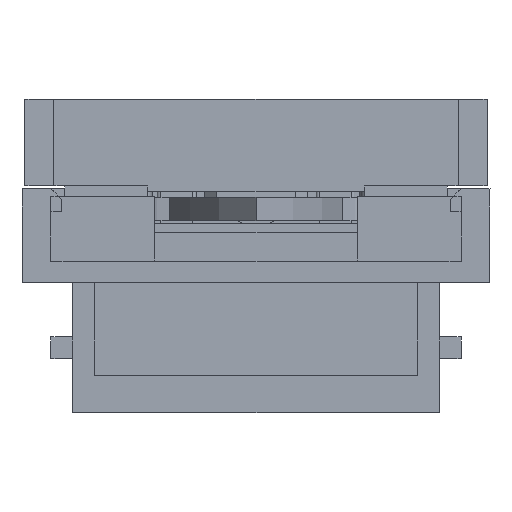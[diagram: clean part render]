
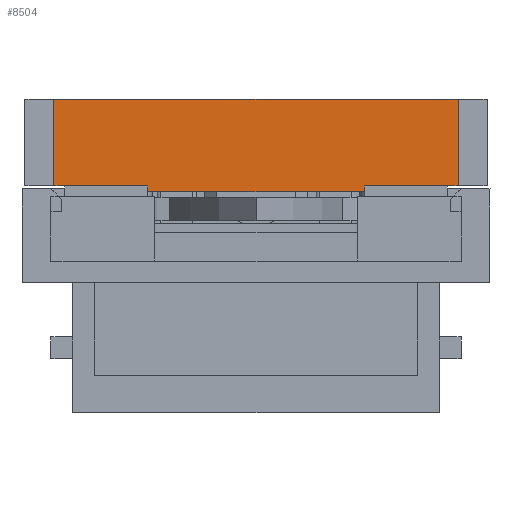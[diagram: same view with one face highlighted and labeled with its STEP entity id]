
A CAD part, front view. The second image highlights one B-rep face of the part: STEP entity #8504.
In plain terms, the highlighted planar face has unit normal (0, -1, 0).
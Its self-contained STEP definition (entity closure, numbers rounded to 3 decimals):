
#7015 = VERTEX_POINT('',#7016);
#7016 = CARTESIAN_POINT('',(7.5,-60.,2.4));
#7022 = EDGE_CURVE('',#7015,#7023,#7025,.T.);
#7023 = VERTEX_POINT('',#7024);
#7024 = CARTESIAN_POINT('',(13.25,-60.,2.4));
#7025 = LINE('',#7026,#7027);
#7026 = CARTESIAN_POINT('',(-14.,-60.,2.4));
#7027 = VECTOR('',#7028,1.);
#7028 = DIRECTION('',(1.,0.,0.));
#7096 = VERTEX_POINT('',#7097);
#7097 = CARTESIAN_POINT('',(-13.25,-60.,2.4));
#7103 = EDGE_CURVE('',#7096,#7104,#7106,.T.);
#7104 = VERTEX_POINT('',#7105);
#7105 = CARTESIAN_POINT('',(-7.5,-60.,2.4));
#7106 = LINE('',#7107,#7108);
#7107 = CARTESIAN_POINT('',(-14.,-60.,2.4));
#7108 = VECTOR('',#7109,1.);
#7109 = DIRECTION('',(1.,0.,0.));
#8486 = EDGE_CURVE('',#7023,#8487,#8489,.T.);
#8487 = VERTEX_POINT('',#8488);
#8488 = CARTESIAN_POINT('',(14.,-60.,2.4));
#8489 = LINE('',#8490,#8491);
#8490 = CARTESIAN_POINT('',(-14.,-60.,2.4));
#8491 = VECTOR('',#8492,1.);
#8492 = DIRECTION('',(1.,0.,0.));
#8504 = ADVANCED_FACE('',(#8505),#8562,.F.);
#8505 = FACE_BOUND('',#8506,.F.);
#8506 = EDGE_LOOP('',(#8507,#8515,#8523,#8531,#8537,#8538,#8539,#8547,
    #8555,#8561));
#8507 = ORIENTED_EDGE('',*,*,#8508,.F.);
#8508 = EDGE_CURVE('',#8509,#7096,#8511,.T.);
#8509 = VERTEX_POINT('',#8510);
#8510 = CARTESIAN_POINT('',(-14.,-60.,2.4));
#8511 = LINE('',#8512,#8513);
#8512 = CARTESIAN_POINT('',(-14.,-60.,2.4));
#8513 = VECTOR('',#8514,1.);
#8514 = DIRECTION('',(1.,0.,0.));
#8515 = ORIENTED_EDGE('',*,*,#8516,.T.);
#8516 = EDGE_CURVE('',#8509,#8517,#8519,.T.);
#8517 = VERTEX_POINT('',#8518);
#8518 = CARTESIAN_POINT('',(-14.,-60.,8.4));
#8519 = LINE('',#8520,#8521);
#8520 = CARTESIAN_POINT('',(-14.,-60.,0.4));
#8521 = VECTOR('',#8522,1.);
#8522 = DIRECTION('',(0.,0.,1.));
#8523 = ORIENTED_EDGE('',*,*,#8524,.T.);
#8524 = EDGE_CURVE('',#8517,#8525,#8527,.T.);
#8525 = VERTEX_POINT('',#8526);
#8526 = CARTESIAN_POINT('',(14.,-60.,8.4));
#8527 = LINE('',#8528,#8529);
#8528 = CARTESIAN_POINT('',(-14.,-60.,8.4));
#8529 = VECTOR('',#8530,1.);
#8530 = DIRECTION('',(1.,0.,0.));
#8531 = ORIENTED_EDGE('',*,*,#8532,.F.);
#8532 = EDGE_CURVE('',#8487,#8525,#8533,.T.);
#8533 = LINE('',#8534,#8535);
#8534 = CARTESIAN_POINT('',(14.,-60.,0.4));
#8535 = VECTOR('',#8536,1.);
#8536 = DIRECTION('',(0.,0.,1.));
#8537 = ORIENTED_EDGE('',*,*,#8486,.F.);
#8538 = ORIENTED_EDGE('',*,*,#7022,.F.);
#8539 = ORIENTED_EDGE('',*,*,#8540,.F.);
#8540 = EDGE_CURVE('',#8541,#7015,#8543,.T.);
#8541 = VERTEX_POINT('',#8542);
#8542 = CARTESIAN_POINT('',(7.5,-60.,2.));
#8543 = LINE('',#8544,#8545);
#8544 = CARTESIAN_POINT('',(7.5,-60.,0.4));
#8545 = VECTOR('',#8546,1.);
#8546 = DIRECTION('',(0.,0.,1.));
#8547 = ORIENTED_EDGE('',*,*,#8548,.F.);
#8548 = EDGE_CURVE('',#8549,#8541,#8551,.T.);
#8549 = VERTEX_POINT('',#8550);
#8550 = CARTESIAN_POINT('',(-7.5,-60.,2.));
#8551 = LINE('',#8552,#8553);
#8552 = CARTESIAN_POINT('',(-6.883,-60.,2.));
#8553 = VECTOR('',#8554,1.);
#8554 = DIRECTION('',(1.,0.,0.));
#8555 = ORIENTED_EDGE('',*,*,#8556,.T.);
#8556 = EDGE_CURVE('',#8549,#7104,#8557,.T.);
#8557 = LINE('',#8558,#8559);
#8558 = CARTESIAN_POINT('',(-7.5,-60.,0.4));
#8559 = VECTOR('',#8560,1.);
#8560 = DIRECTION('',(0.,0.,1.));
#8561 = ORIENTED_EDGE('',*,*,#7103,.F.);
#8562 = PLANE('',#8563);
#8563 = AXIS2_PLACEMENT_3D('',#8564,#8565,#8566);
#8564 = CARTESIAN_POINT('',(-14.,-60.,0.4));
#8565 = DIRECTION('',(0.,1.,0.));
#8566 = DIRECTION('',(1.,0.,0.));
